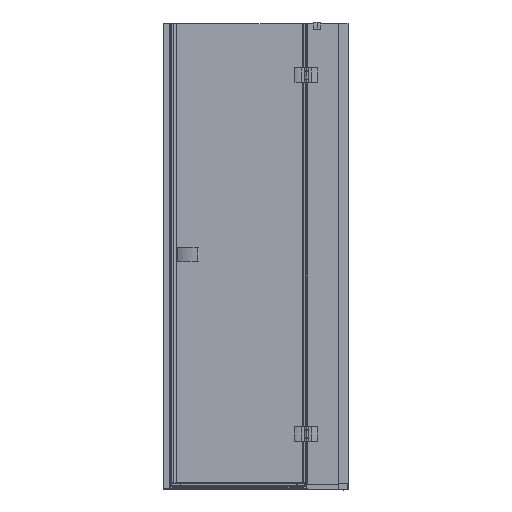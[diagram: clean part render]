
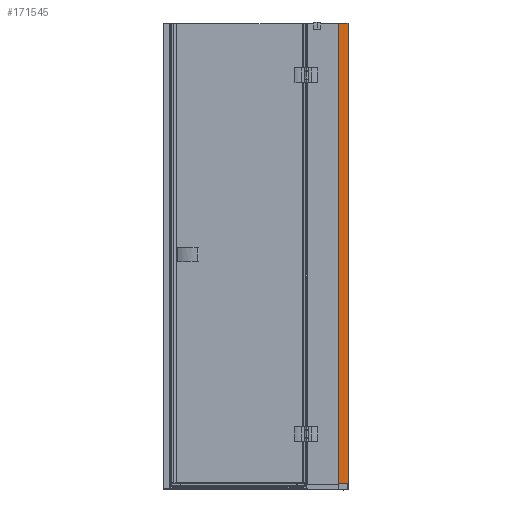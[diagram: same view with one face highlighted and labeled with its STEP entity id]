
A CAD part, top view. The second image highlights one B-rep face of the part: STEP entity #171545.
In plain terms, the highlighted cylindrical face has radius 960.746 mm (diameter 1921.49 mm), a partial arc.
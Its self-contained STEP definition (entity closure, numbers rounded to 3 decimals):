
#39133 = AXIS2_PLACEMENT_3D ( 'NONE', #312821, #285076, #159230 ) ;
#39698 = CARTESIAN_POINT ( 'NONE',  ( 49.49, -959.5, 12.15 ) ) ;
#40564 = DIRECTION ( 'NONE',  ( 0., 1., 0. ) ) ;
#44957 = CARTESIAN_POINT ( 'NONE',  ( 88.706, 966.5, 12.144 ) ) ;
#47154 = DIRECTION ( 'NONE',  ( 0., 1., 0. ) ) ;
#60360 = DIRECTION ( 'NONE',  ( 0., 0., -1. ) ) ;
#74844 = LINE ( 'NONE', #44957, #222095 ) ;
#78649 = VERTEX_POINT ( 'NONE', #284580 ) ;
#85240 = ORIENTED_EDGE ( 'NONE', *, *, #231821, .T. ) ;
#87639 = CYLINDRICAL_SURFACE ( 'NONE', #252988, 960.747 ) ;
#89084 = CARTESIAN_POINT ( 'NONE',  ( 49.49, 966.5, 12.15 ) ) ;
#94797 = CIRCLE ( 'NONE', #39133, 960.747 ) ;
#100010 = EDGE_CURVE ( 'NONE', #78649, #316648, #94797, .T. ) ;
#101529 = ORIENTED_EDGE ( 'NONE', *, *, #100010, .T. ) ;
#110485 = DIRECTION ( 'NONE',  ( 0., 1., 0. ) ) ;
#128341 = CARTESIAN_POINT ( 'NONE',  ( 88.706, -959.5, 12.144 ) ) ;
#151231 = ORIENTED_EDGE ( 'NONE', *, *, #215985, .T. ) ;
#159230 = DIRECTION ( 'NONE',  ( 0., 0., -1. ) ) ;
#161263 = VERTEX_POINT ( 'NONE', #39698 ) ;
#171545 = ADVANCED_FACE ( 'NONE', ( #286989 ), #87639, .T. ) ;
#194178 = CARTESIAN_POINT ( 'NONE',  ( 68.953, -959.5, -948.399 ) ) ;
#212627 = CIRCLE ( 'NONE', #286818, 960.747 ) ;
#212902 = CARTESIAN_POINT ( 'NONE',  ( 68.953, 966.5, -948.399 ) ) ;
#215985 = EDGE_CURVE ( 'NONE', #280498, #78649, #74844, .T. ) ;
#222095 = VECTOR ( 'NONE', #47154, 1000. ) ;
#231821 = EDGE_CURVE ( 'NONE', #316648, #161263, #316352, .T. ) ;
#241752 = EDGE_LOOP ( 'NONE', ( #151231, #101529, #85240, #284141 ) ) ;
#252125 = EDGE_CURVE ( 'NONE', #161263, #280498, #212627, .T. ) ;
#252988 = AXIS2_PLACEMENT_3D ( 'NONE', #212902, #110485, #60360 ) ;
#280498 = VERTEX_POINT ( 'NONE', #128341 ) ;
#284141 = ORIENTED_EDGE ( 'NONE', *, *, #252125, .T. ) ;
#284580 = CARTESIAN_POINT ( 'NONE',  ( 88.706, 966.5, 12.144 ) ) ;
#285076 = DIRECTION ( 'NONE',  ( 0., -1., 0. ) ) ;
#286818 = AXIS2_PLACEMENT_3D ( 'NONE', #194178, #40564, #321095 ) ;
#286989 = FACE_OUTER_BOUND ( 'NONE', #241752, .T. ) ;
#293133 = CARTESIAN_POINT ( 'NONE',  ( 49.49, 966.5, 12.15 ) ) ;
#297521 = DIRECTION ( 'NONE',  ( 0., -1., 0. ) ) ;
#312821 = CARTESIAN_POINT ( 'NONE',  ( 68.953, 966.5, -948.399 ) ) ;
#316352 = LINE ( 'NONE', #293133, #324326 ) ;
#316648 = VERTEX_POINT ( 'NONE', #89084 ) ;
#321095 = DIRECTION ( 'NONE',  ( 0., 0., -1. ) ) ;
#324326 = VECTOR ( 'NONE', #297521, 1000. ) ;
